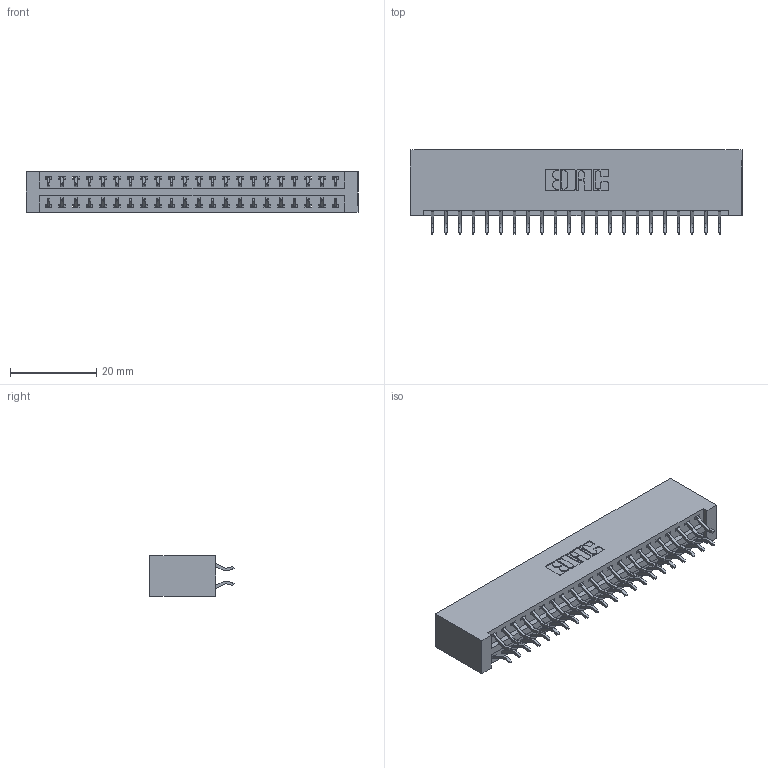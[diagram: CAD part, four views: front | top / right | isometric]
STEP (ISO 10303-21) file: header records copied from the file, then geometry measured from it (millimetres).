
FILE_DESCRIPTION (( 'STEP AP203' ), '1' );
FILE_NAME ('396-044-556-201.STEP', '2019-10-30T11:38:53', ( '' ), ( '' ), 'SwSTEP 2.0', 'SolidWorks 2016', '' );
FILE_SCHEMA (( 'CONFIG_CONTROL_DESIGN' ));
Length unit declared in the file: inch
Products named in the file (3): 396-044-556-201; 346 Part_No Mounting Lugs; 345-292-001_556 Tail
Assembly tree (45 placements, depth 2):
  396-044-556-201
    346 Part_No Mounting Lugs
    345-292-001_556 Tail  x44
Bounding box: 77.09 x 19.57 x 9.4 mm (x, y, z)
Volume: 7933.3 mm3; surface area: 10712.9 mm2
Topology: 45 solids, 45 shells, 2666 faces, 7917 edges, 5218 vertices
Faces by surface type: plane 1788, cylinder 878
Entity records: 16993 total; most frequent: CARTESIAN_POINT 2840, ORIENTED_EDGE 2762, DIRECTION 2537, EDGE_CURVE 1381, LINE 1161, VECTOR 1161, VERTEX_POINT 918, AXIS2_PLACEMENT_3D 688
